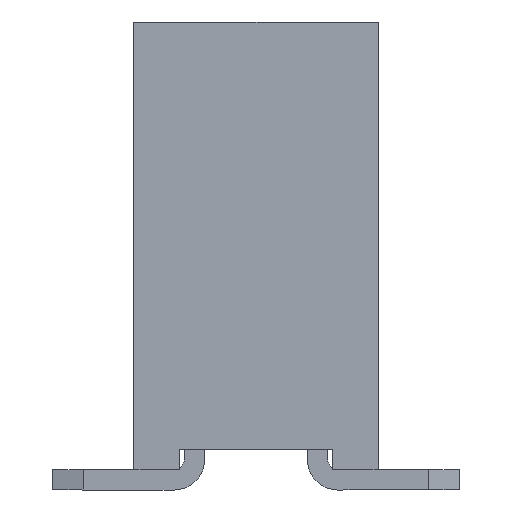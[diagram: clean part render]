
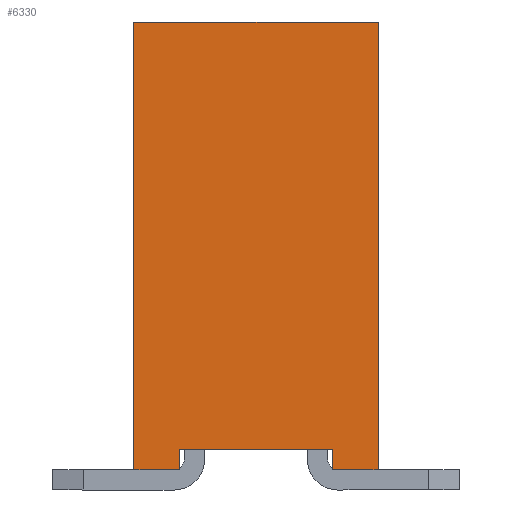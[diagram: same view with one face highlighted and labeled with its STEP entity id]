
A CAD part, left-side view. The second image highlights one B-rep face of the part: STEP entity #6330.
In plain terms, the highlighted planar face has unit normal (-1, 0, 0).
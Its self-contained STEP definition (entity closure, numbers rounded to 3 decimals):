
#584=FACE_OUTER_BOUND('',#906,.T.);
#906=EDGE_LOOP('',(#5547,#5548,#5549,#5550,#5551,#5552,#5553,#5554));
#1595=LINE('',#9831,#2399);
#1715=LINE('',#10073,#2519);
#1717=LINE('',#10077,#2521);
#1718=LINE('',#10079,#2522);
#1719=LINE('',#10080,#2523);
#1720=LINE('',#10082,#2524);
#1721=LINE('',#10084,#2525);
#1722=LINE('',#10085,#2526);
#2399=VECTOR('',#8079,1000.);
#2519=VECTOR('',#8295,1000.);
#2521=VECTOR('',#8299,1000.);
#2522=VECTOR('',#8300,1000.);
#2523=VECTOR('',#8301,1000.);
#2524=VECTOR('',#8302,1000.);
#2525=VECTOR('',#8303,1000.);
#2526=VECTOR('',#8304,1000.);
#3035=VERTEX_POINT('',#9827);
#3036=VERTEX_POINT('',#9829);
#3109=VERTEX_POINT('',#10070);
#3110=VERTEX_POINT('',#10072);
#3111=VERTEX_POINT('',#10076);
#3112=VERTEX_POINT('',#10078);
#3113=VERTEX_POINT('',#10081);
#3114=VERTEX_POINT('',#10083);
#3855=EDGE_CURVE('',#3035,#3036,#1595,.T.);
#3975=EDGE_CURVE('',#3110,#3109,#1715,.T.);
#3977=EDGE_CURVE('',#3036,#3111,#1717,.T.);
#3978=EDGE_CURVE('',#3111,#3112,#1718,.T.);
#3979=EDGE_CURVE('',#3112,#3110,#1719,.T.);
#3980=EDGE_CURVE('',#3109,#3113,#1720,.T.);
#3981=EDGE_CURVE('',#3114,#3113,#1721,.T.);
#3982=EDGE_CURVE('',#3114,#3035,#1722,.T.);
#5547=ORIENTED_EDGE('',*,*,#3977,.T.);
#5548=ORIENTED_EDGE('',*,*,#3978,.T.);
#5549=ORIENTED_EDGE('',*,*,#3979,.T.);
#5550=ORIENTED_EDGE('',*,*,#3975,.T.);
#5551=ORIENTED_EDGE('',*,*,#3980,.T.);
#5552=ORIENTED_EDGE('',*,*,#3981,.F.);
#5553=ORIENTED_EDGE('',*,*,#3982,.T.);
#5554=ORIENTED_EDGE('',*,*,#3855,.T.);
#6014=PLANE('',#6738);
#6330=ADVANCED_FACE('',(#584),#6014,.T.);
#6738=AXIS2_PLACEMENT_3D('',#10075,#8297,#8298);
#8079=DIRECTION('',(0.,-1.,0.));
#8295=DIRECTION('',(0.,-1.,0.));
#8297=DIRECTION('center_axis',(-1.,0.,0.));
#8298=DIRECTION('ref_axis',(0.,-1.,0.));
#8299=DIRECTION('',(0.,0.,1.));
#8300=DIRECTION('',(0.,-1.,0.));
#8301=DIRECTION('',(0.,0.,-1.));
#8302=DIRECTION('',(0.,0.,1.));
#8303=DIRECTION('',(0.,-1.,0.));
#8304=DIRECTION('',(0.,0.,-1.));
#9827=CARTESIAN_POINT('',(-6.25,1.2,0.2));
#9829=CARTESIAN_POINT('',(-6.25,0.75,0.2));
#9831=CARTESIAN_POINT('',(-6.25,1.2,0.2));
#10070=CARTESIAN_POINT('',(-6.25,-1.2,0.2));
#10072=CARTESIAN_POINT('',(-6.25,-0.75,0.2));
#10073=CARTESIAN_POINT('',(-6.25,1.2,0.2));
#10075=CARTESIAN_POINT('Origin',(-6.25,1.2,0.2));
#10076=CARTESIAN_POINT('',(-6.25,0.75,0.4));
#10077=CARTESIAN_POINT('',(-6.25,0.75,0.4));
#10078=CARTESIAN_POINT('',(-6.25,-0.75,0.4));
#10079=CARTESIAN_POINT('',(-6.25,-0.75,0.4));
#10080=CARTESIAN_POINT('',(-6.25,-0.75,0.2));
#10081=CARTESIAN_POINT('',(-6.25,-1.2,4.6));
#10082=CARTESIAN_POINT('',(-6.25,-1.2,-20.839));
#10083=CARTESIAN_POINT('',(-6.25,1.2,4.6));
#10084=CARTESIAN_POINT('',(-6.25,1.2,4.6));
#10085=CARTESIAN_POINT('',(-6.25,1.2,0.2));
